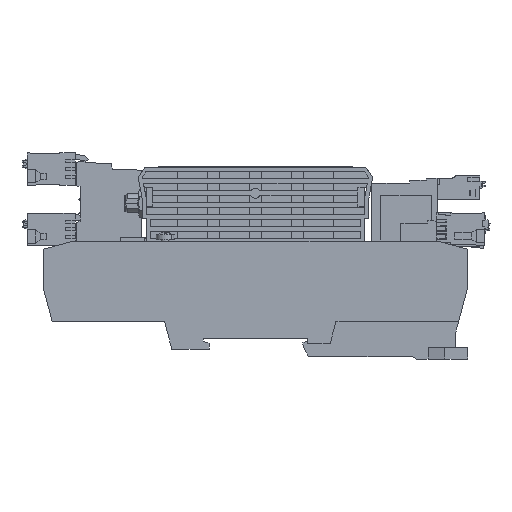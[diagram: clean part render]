
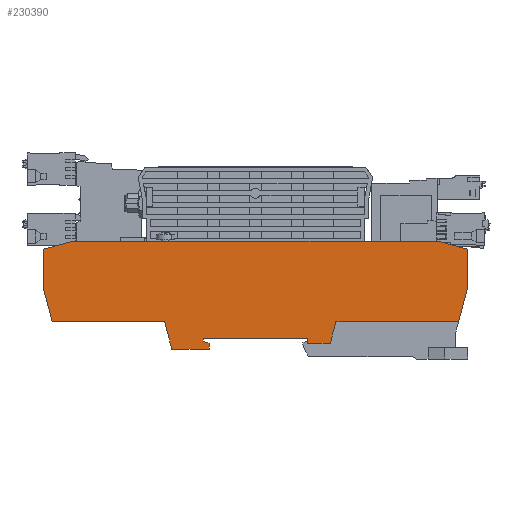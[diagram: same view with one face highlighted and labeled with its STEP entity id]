
A CAD part, left-side view. The second image highlights one B-rep face of the part: STEP entity #230390.
In plain terms, the highlighted face is planar.
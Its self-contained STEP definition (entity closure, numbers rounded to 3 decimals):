
#200160=CARTESIAN_POINT('',(-36.7,5.55,
257.55));
#200170=DIRECTION('',(1.,0.,0.));
#200180=VECTOR('',#200170,1.);
#200190=LINE('',#200160,#200180);
#200200=CARTESIAN_POINT('',(-104.782,5.55,
257.55));
#200210=VERTEX_POINT('',#200200);
#200220=CARTESIAN_POINT('',(-67.179,5.55,
257.55));
#200230=VERTEX_POINT('',#200220);
#200240=EDGE_CURVE('',#200210,#200230,#200190,.T.);
#228440=CARTESIAN_POINT('',(-54.2,0.,
257.55));
#228450=VERTEX_POINT('',#228440);
#228530=CARTESIAN_POINT('',(-54.2,-1.,
257.55));
#228540=VERTEX_POINT('',#228530);
#228570=CARTESIAN_POINT('',(-54.2,0.,
257.55));
#228580=DIRECTION('',(0.,-1.,0.));
#228590=VECTOR('',#228580,1.);
#228600=LINE('',#228570,#228590);
#228610=EDGE_CURVE('',#228450,#228540,#228600,.T.);
#228890=CARTESIAN_POINT('',(-36.7,0.,
257.55));
#228900=DIRECTION('',(1.,0.,0.));
#228910=VECTOR('',#228900,1.);
#228920=LINE('',#228890,#228910);
#228930=CARTESIAN_POINT('',(-19.2,0.,
257.55));
#228940=VERTEX_POINT('',#228930);
#228950=EDGE_CURVE('',#228450,#228940,#228920,.T.);
#229130=CARTESIAN_POINT('',(-46.333,0.742,
257.55));
#229140=DIRECTION('',(0.,0.,1.));
#229150=DIRECTION('',(1.,0.,0.));
#229160=AXIS2_PLACEMENT_3D('',#229130,#229140,#229150);
#229170=PLANE('',#229160);
#229180=CARTESIAN_POINT('',(34.45,0.,
257.55));
#229190=DIRECTION('',(0.,-1.,0.));
#229200=VECTOR('',#229190,1.);
#229210=LINE('',#229180,#229200);
#229220=CARTESIAN_POINT('',(34.45,29.797,
257.55));
#229230=VERTEX_POINT('',#229220);
#229240=CARTESIAN_POINT('',(34.45,17.,
257.55));
#229250=VERTEX_POINT('',#229240);
#229260=EDGE_CURVE('',#229230,#229250,#229210,.T.);
#229270=ORIENTED_EDGE('',*,*,#229260,.F.);
#229280=CARTESIAN_POINT('',(29.895,0.,
257.55));
#229290=DIRECTION('',(0.259,0.966,0.));
#229300=VECTOR('',#229290,1.);
#229310=LINE('',#229280,#229300);
#229320=CARTESIAN_POINT('',(31.382,5.55,
257.55));
#229330=VERTEX_POINT('',#229320);
#229340=EDGE_CURVE('',#229330,#229250,#229310,.T.);
#229350=ORIENTED_EDGE('',*,*,#229340,.T.);
#229360=CARTESIAN_POINT('',(-36.7,5.55,
257.55));
#229370=DIRECTION('',(1.,0.,0.));
#229380=VECTOR('',#229370,1.);
#229390=LINE('',#229360,#229380);
#229400=CARTESIAN_POINT('',(-9.7,5.55,
257.55));
#229410=VERTEX_POINT('',#229400);
#229420=EDGE_CURVE('',#229410,#229330,#229390,.T.);
#229430=ORIENTED_EDGE('',*,*,#229420,.T.);
#229440=CARTESIAN_POINT('',(-11.187,0.,
257.55));
#229450=DIRECTION('',(0.259,0.966,0.));
#229460=VECTOR('',#229450,1.);
#229470=LINE('',#229440,#229460);
#229480=CARTESIAN_POINT('',(-11.643,-1.7,
257.55));
#229490=VERTEX_POINT('',#229480);
#229500=EDGE_CURVE('',#229490,#229410,#229470,.T.);
#229510=ORIENTED_EDGE('',*,*,#229500,.T.);
#229520=CARTESIAN_POINT('',(-36.7,-1.7,
257.55));
#229530=DIRECTION('',(1.,0.,0.));
#229540=VECTOR('',#229530,1.);
#229550=LINE('',#229520,#229540);
#229560=CARTESIAN_POINT('',(-19.2,-1.7,
257.55));
#229570=VERTEX_POINT('',#229560);
#229580=EDGE_CURVE('',#229570,#229490,#229550,.T.);
#229590=ORIENTED_EDGE('',*,*,#229580,.T.);
#229600=CARTESIAN_POINT('',(-19.2,0.,
257.55));
#229610=DIRECTION('',(0.,-1.,0.));
#229620=VECTOR('',#229610,1.);
#229630=LINE('',#229600,#229620);
#229640=EDGE_CURVE('',#228940,#229570,#229630,.T.);
#229650=ORIENTED_EDGE('',*,*,#229640,.T.);
#229660=ORIENTED_EDGE('',*,*,#228950,.T.);
#229670=ORIENTED_EDGE('',*,*,#228610,.F.);
#229680=CARTESIAN_POINT('',(-36.7,-7.369,
257.55));
#229690=DIRECTION('',(0.94,-0.342,0.));
#229700=VECTOR('',#229690,1.);
#229710=LINE('',#229680,#229700);
#229720=CARTESIAN_POINT('',(-52.2,-1.728,
257.55));
#229730=VERTEX_POINT('',#229720);
#229740=EDGE_CURVE('',#228540,#229730,#229710,.T.);
#229750=ORIENTED_EDGE('',*,*,#229740,.F.);
#229760=CARTESIAN_POINT('',(-52.2,0.,
257.55));
#229770=DIRECTION('',(0.,-1.,0.));
#229780=VECTOR('',#229770,1.);
#229790=LINE('',#229760,#229780);
#229800=CARTESIAN_POINT('',(-52.2,-3.7,
257.55));
#229810=VERTEX_POINT('',#229800);
#229820=EDGE_CURVE('',#229730,#229810,#229790,.T.);
#229830=ORIENTED_EDGE('',*,*,#229820,.F.);
#229840=CARTESIAN_POINT('',(-36.7,-3.7,
257.55));
#229850=DIRECTION('',(-1.,0.,0.));
#229860=VECTOR('',#229850,1.);
#229870=LINE('',#229840,#229860);
#229880=CARTESIAN_POINT('',(-64.7,-3.7,
257.55));
#229890=VERTEX_POINT('',#229880);
#229900=EDGE_CURVE('',#229810,#229890,#229870,.T.);
#229910=ORIENTED_EDGE('',*,*,#229900,.F.);
#229920=CARTESIAN_POINT('',(-65.691,0.,
257.55));
#229930=DIRECTION('',(0.259,-0.966,0.));
#229940=VECTOR('',#229930,1.);
#229950=LINE('',#229920,#229940);
#229960=EDGE_CURVE('',#200230,#229890,#229950,.T.);
#229970=ORIENTED_EDGE('',*,*,#229960,.T.);
#229980=ORIENTED_EDGE('',*,*,#200240,.T.);
#229990=CARTESIAN_POINT('',(-103.295,0.,
257.55));
#230000=DIRECTION('',(0.259,-0.966,0.));
#230010=VECTOR('',#230000,1.);
#230020=LINE('',#229990,#230010);
#230030=CARTESIAN_POINT('',(-107.85,17.,
257.55));
#230040=VERTEX_POINT('',#230030);
#230050=EDGE_CURVE('',#230040,#200210,#230020,.T.);
#230060=ORIENTED_EDGE('',*,*,#230050,.T.);
#230070=CARTESIAN_POINT('',(-107.85,0.,
257.55));
#230080=DIRECTION('',(0.,-1.,0.));
#230090=VECTOR('',#230080,1.);
#230100=LINE('',#230070,#230090);
#230110=CARTESIAN_POINT('',(-107.85,29.797,
257.55));
#230120=VERTEX_POINT('',#230110);
#230130=EDGE_CURVE('',#230120,#230040,#230100,.T.);
#230140=ORIENTED_EDGE('',*,*,#230130,.T.);
#230150=CARTESIAN_POINT('',(-36.7,48.862,
257.55));
#230160=DIRECTION('',(-0.966,-0.259,0.));
#230170=VECTOR('',#230160,1.);
#230180=LINE('',#230150,#230170);
#230190=CARTESIAN_POINT('',(-97.95,32.45,
257.55));
#230200=VERTEX_POINT('',#230190);
#230210=EDGE_CURVE('',#230200,#230120,#230180,.T.);
#230220=ORIENTED_EDGE('',*,*,#230210,.T.);
#230230=CARTESIAN_POINT('',(-36.7,32.45,
257.55));
#230240=DIRECTION('',(1.,0.,0.));
#230250=VECTOR('',#230240,1.);
#230260=LINE('',#230230,#230250);
#230270=CARTESIAN_POINT('',(24.55,32.45,
257.55));
#230280=VERTEX_POINT('',#230270);
#230290=EDGE_CURVE('',#230200,#230280,#230260,.T.);
#230300=ORIENTED_EDGE('',*,*,#230290,.F.);
#230310=CARTESIAN_POINT('',(-36.7,48.862,
257.55));
#230320=DIRECTION('',(0.966,-0.259,0.));
#230330=VECTOR('',#230320,1.);
#230340=LINE('',#230310,#230330);
#230350=EDGE_CURVE('',#230280,#229230,#230340,.T.);
#230360=ORIENTED_EDGE('',*,*,#230350,.F.);
#230370=EDGE_LOOP('',(#230360,#230300,#230220,#230140,#230060,#229980,
#229970,#229910,#229830,#229750,#229670,#229660,#229650,#229590,#229510,
#229430,#229350,#229270));
#230380=FACE_OUTER_BOUND('',#230370,.T.);
#230390=ADVANCED_FACE('',(#230380),#229170,.T.);
